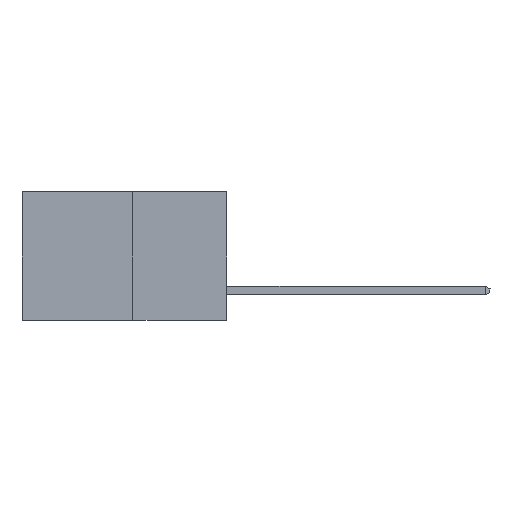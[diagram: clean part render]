
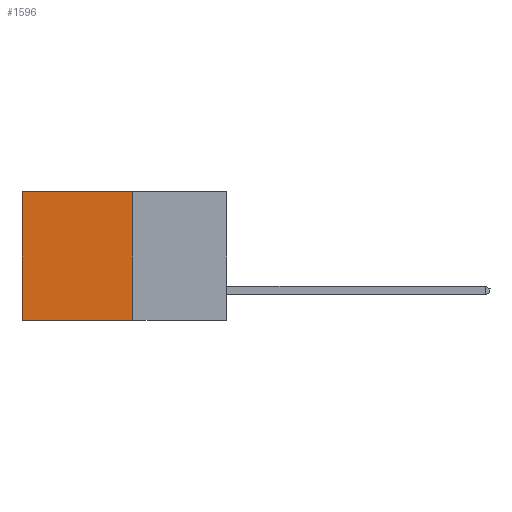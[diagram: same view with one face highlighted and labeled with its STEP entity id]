
A CAD part, left-side view. The second image highlights one B-rep face of the part: STEP entity #1596.
In plain terms, the highlighted planar face has unit normal (-1, 0, 0).
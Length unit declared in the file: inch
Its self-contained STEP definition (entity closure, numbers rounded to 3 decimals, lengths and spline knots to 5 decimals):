
#164 = CARTESIAN_POINT ( 'NONE',  ( 0.277, 0.27, -0.37 ) ) ;
#547 = LINE ( 'NONE', #7522, #9510 ) ;
#862 = CARTESIAN_POINT ( 'NONE',  ( 0.277, 0.59, -0.37 ) ) ;
#1509 = LINE ( 'NONE', #3292, #8198 ) ;
#1596 = ADVANCED_FACE ( 'NONE', ( #3443 ), #1891, .F. ) ;
#1735 = DIRECTION ( 'NONE',  ( 0., 0., -1. ) ) ;
#1891 = PLANE ( 'NONE',  #8237 ) ;
#2217 = ORIENTED_EDGE ( 'NONE', *, *, #5353, .F. ) ;
#2666 = EDGE_CURVE ( 'NONE', #6548, #4694, #1509, .T. ) ;
#3131 = LINE ( 'NONE', #862, #7531 ) ;
#3178 = VERTEX_POINT ( 'NONE', #4211 ) ;
#3292 = CARTESIAN_POINT ( 'NONE',  ( 0.277, 0.27, -0.37 ) ) ;
#3382 = CARTESIAN_POINT ( 'NONE',  ( 0.277, 0.27, -0.37 ) ) ;
#3443 = FACE_OUTER_BOUND ( 'NONE', #5240, .T. ) ;
#3645 = VECTOR ( 'NONE', #6272, 39.37008 ) ;
#4009 = DIRECTION ( 'NONE',  ( 0., 1., 0. ) ) ;
#4211 = CARTESIAN_POINT ( 'NONE',  ( 0.277, 0.59, 0. ) ) ;
#4694 = VERTEX_POINT ( 'NONE', #10700 ) ;
#4781 = DIRECTION ( 'NONE',  ( 1., 0., 0. ) ) ;
#5047 = CARTESIAN_POINT ( 'NONE',  ( 0.277, 0.27, 0. ) ) ;
#5240 = EDGE_LOOP ( 'NONE', ( #6020, #10516, #2217, #7406 ) ) ;
#5353 = EDGE_CURVE ( 'NONE', #9402, #6548, #7765, .T. ) ;
#5778 = CARTESIAN_POINT ( 'NONE',  ( 0.277, 0.27, -0.37 ) ) ;
#6020 = ORIENTED_EDGE ( 'NONE', *, *, #7234, .T. ) ;
#6272 = DIRECTION ( 'NONE',  ( 0., 0., -1. ) ) ;
#6548 = VERTEX_POINT ( 'NONE', #3382 ) ;
#7234 = EDGE_CURVE ( 'NONE', #3178, #4694, #3131, .T. ) ;
#7406 = ORIENTED_EDGE ( 'NONE', *, *, #7968, .T. ) ;
#7522 = CARTESIAN_POINT ( 'NONE',  ( 0.277, 0.27, 0. ) ) ;
#7531 = VECTOR ( 'NONE', #1735, 39.37008 ) ;
#7765 = LINE ( 'NONE', #164, #3645 ) ;
#7968 = EDGE_CURVE ( 'NONE', #9402, #3178, #547, .T. ) ;
#8198 = VECTOR ( 'NONE', #10544, 39.37008 ) ;
#8237 = AXIS2_PLACEMENT_3D ( 'NONE', #5778, #4781, #8902 ) ;
#8902 = DIRECTION ( 'NONE',  ( 0., 0., -1. ) ) ;
#9402 = VERTEX_POINT ( 'NONE', #5047 ) ;
#9510 = VECTOR ( 'NONE', #4009, 39.37008 ) ;
#10516 = ORIENTED_EDGE ( 'NONE', *, *, #2666, .F. ) ;
#10544 = DIRECTION ( 'NONE',  ( 0., 1., 0. ) ) ;
#10700 = CARTESIAN_POINT ( 'NONE',  ( 0.277, 0.59, -0.37 ) ) ;
